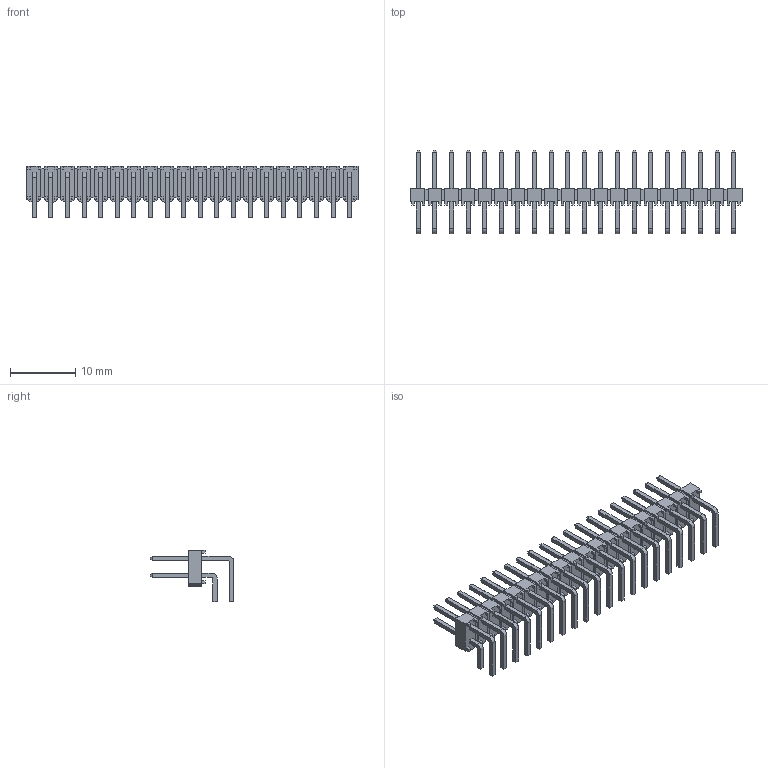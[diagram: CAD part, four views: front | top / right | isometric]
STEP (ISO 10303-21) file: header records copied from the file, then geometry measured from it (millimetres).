
FILE_DESCRIPTION(/* description */ (''),/* implementation_level */ '2;1');
FILE_NAME(/* name */ 'SAMTEC_TSW-120-08-L-D-RA_3d.stp',/* time_stamp */ '2017-07-13T09:57:52+02:00',/* author */ ('jchouvet'),/* organization */ (''),/* preprocessor_version */ 'ST-DEVELOPER v16.1',/* originating_system */ 'AutoCAD Mechanical',/* authorisation */ ' ');
FILE_SCHEMA (('AUTOMOTIVE_DESIGN { 1 0 10303 214 3 1 1 }'));
Length unit declared in the file: millimetre
Products named in the file (1): Product
Bounding box: 50.8 x 12.76 x 7.85 mm (x, y, z)
Volume: 765.9 mm3; surface area: 2726.9 mm2
Topology: 100 solids, 100 shells, 1416 faces, 3333 edges, 2156 vertices
Faces by surface type: plane 1336, cylinder 80
Entity records: 39503 total; most frequent: CARTESIAN_POINT 6906, ORIENTED_EDGE 6666, DIRECTION 6327, EDGE_CURVE 3333, LINE 3173, VECTOR 3173, VERTEX_POINT 2136, AXIS2_PLACEMENT_3D 1577
